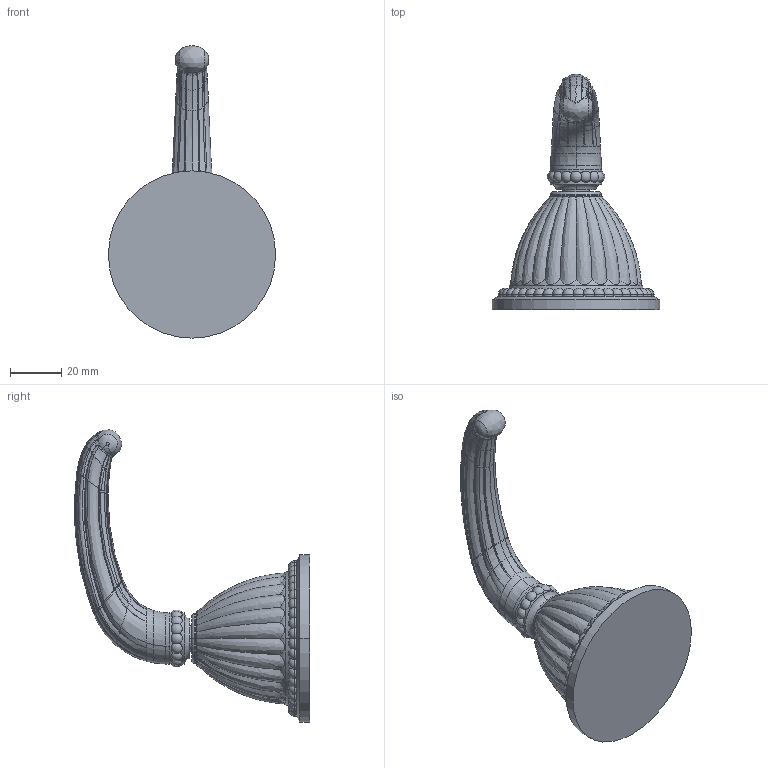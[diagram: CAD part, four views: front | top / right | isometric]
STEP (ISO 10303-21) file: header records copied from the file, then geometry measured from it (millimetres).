
FILE_DESCRIPTION((''),'2;1');
FILE_NAME('3-159','2020-12-30T13:26:50',('jinson.thomas'),(''),'CREO PARAMETRIC BY PTC INC, 2018400','CREO PARAMETRIC BY PTC INC, 2018400','');
FILE_SCHEMA(('CONFIG_CONTROL_DESIGN'));
Products named in the file (1): 3-159
Bounding box: 65.28 x 91.72 x 114.05 mm (x, y, z)
Volume: 95454.4 mm3; surface area: 17409.6 mm2
Topology: 1 solids, 1 shells, 559 faces, 1498 edges, 854 vertices
Faces by surface type: bspline 403, sphere 106, plane 30, cylinder 10, torus 6, cone 4
Entity records: 37824 total; most frequent: CARTESIAN_POINT 27527, ORIENTED_EDGE 2816, EDGE_CURVE 1408, DIRECTION 1174, B_SPLINE_CURVE_WITH_KNOTS 970, VERTEX_POINT 854, AXIS2_PLACEMENT_3D 580, EDGE_LOOP 562
